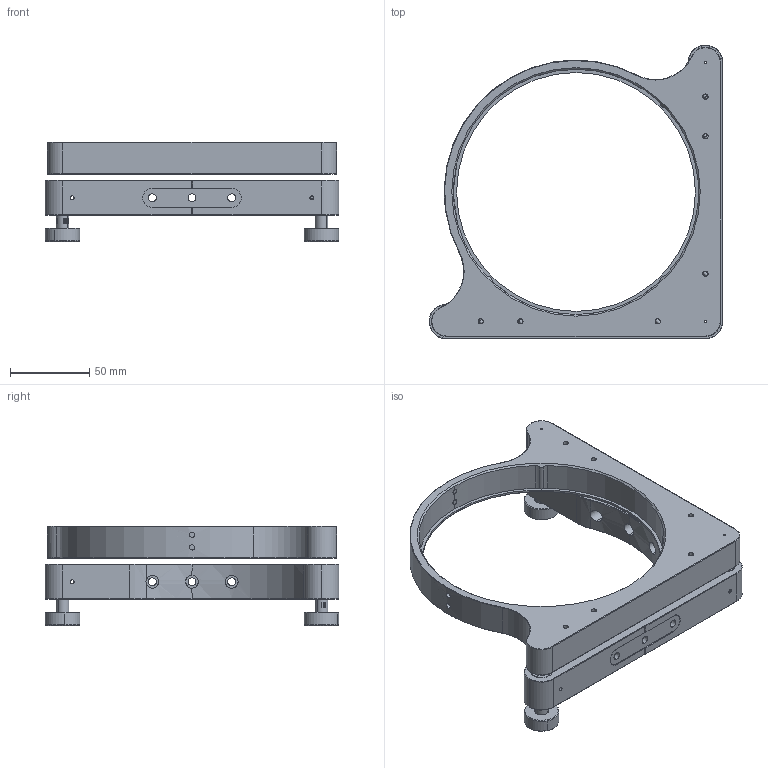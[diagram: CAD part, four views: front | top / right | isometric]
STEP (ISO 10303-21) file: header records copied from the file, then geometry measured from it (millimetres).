
FILE_DESCRIPTION (( 'STEP AP203' ), '1' );
FILE_NAME ('1.1.1.41_ZJB-6.0-2.STEP', '2024-03-14T07:48:33', ( '' ), ( '' ), 'SwSTEP 2.0', 'SolidWorks 2021', '' );
FILE_SCHEMA (( 'CONFIG_CONTROL_DESIGN' ));
Length unit declared in the file: millimetre
Products named in the file (1): 1.1.1.41_ZJB-6.0-2
Bounding box: 185 x 185 x 62.5 mm (x, y, z)
Surface area: 92188.5 mm2 (no closed solid volume)
Topology: 0 solids, 44 shells, 386 faces, 1146 edges, 772 vertices
Faces by surface type: cylinder 193, plane 109, cone 76, torus 4, bspline 4
Entity records: 19552 total; most frequent: CARTESIAN_POINT 8930, DIRECTION 2338, ORIENTED_EDGE 1964, EDGE_CURVE 1146, AXIS2_PLACEMENT_3D 896, VERTEX_POINT 772, LINE 546, VECTOR 546
